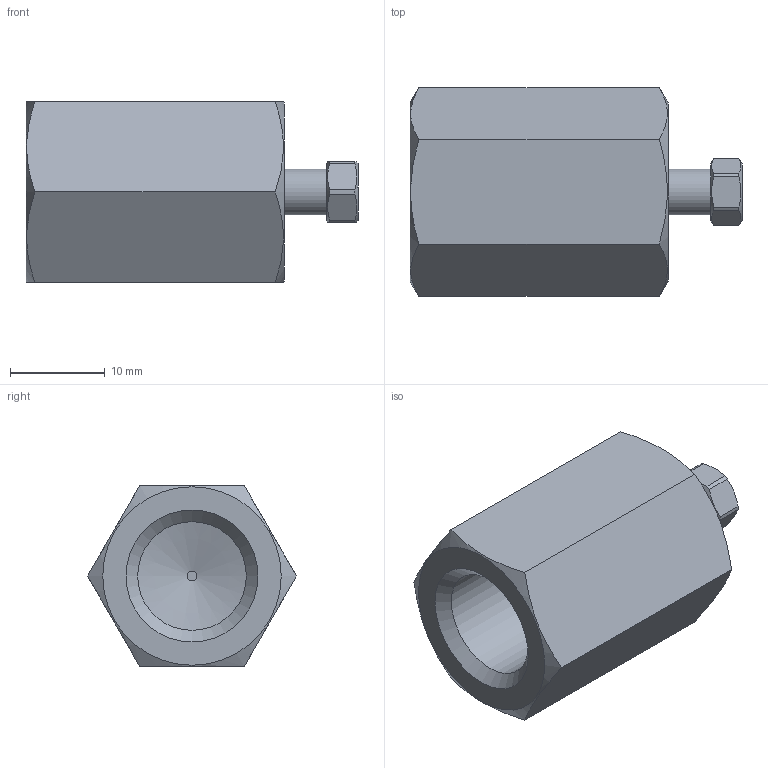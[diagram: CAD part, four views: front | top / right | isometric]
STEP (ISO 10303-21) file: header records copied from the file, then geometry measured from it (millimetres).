
FILE_DESCRIPTION(/* description */ ('Female pipe adaptor 1/4"F-NPT x 1/16" int'),/* implementation_level */ '2;1');
FILE_NAME(/* name */ '305050-FPZA41 Female pipe adaptor.stp',/* time_stamp */ '2016-05-09T12:44:53+02:00',/* author */ ('Franzp'),/* organization */ (''),/* preprocessor_version */ 'ST-DEVELOPER v15.6',/* originating_system */ 'Autodesk Inventor 2015',/* authorisation */ '');
FILE_SCHEMA (('AUTOMOTIVE_DESIGN { 1 0 10303 214 3 1 1 }'));
Length unit declared in the file: centimetre
Products named in the file (1): 305050
Bounding box: 34.97 x 22 x 19.05 mm (x, y, z)
Volume: 7120.4 mm3; surface area: 3112.6 mm2
Topology: 1 solids, 1 shells, 36 faces, 85 edges, 55 vertices
Faces by surface type: plane 18, cylinder 10, cone 8
Full cylindrical faces by diameter (mm): 1.016 x1, 1.727 x1, 4.826 x1, 11.445 x1
Entity records: 988 total; most frequent: CARTESIAN_POINT 205, DIRECTION 146, ORIENTED_EDGE 138, EDGE_CURVE 69, AXIS2_PLACEMENT_3D 64, EDGE_LOOP 52, VERTEX_POINT 51, FACE_OUTER_BOUND 36
